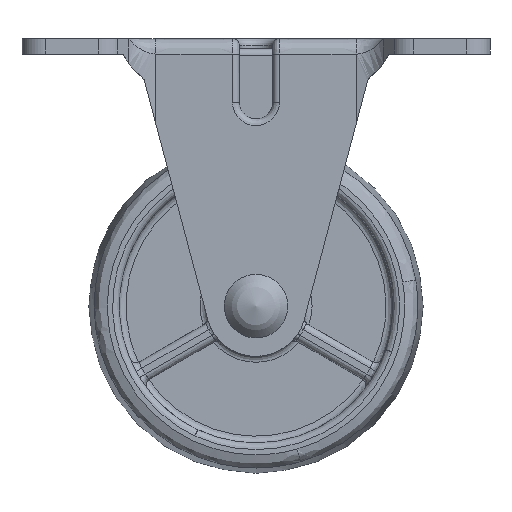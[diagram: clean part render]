
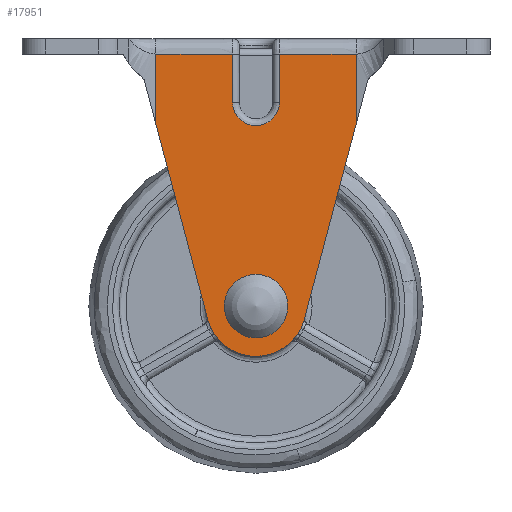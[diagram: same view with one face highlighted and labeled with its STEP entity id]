
A CAD part, front view. The second image highlights one B-rep face of the part: STEP entity #17951.
In plain terms, the highlighted free-form (B-spline) face has degree [1, 1] with [2, 2] control points.
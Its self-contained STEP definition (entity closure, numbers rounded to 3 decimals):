
#10860=CARTESIAN_POINT('',(3.225,-15.3,0.403));
#10861=VERTEX_POINT('',#10860);
#10867=CARTESIAN_POINT('',(0.,-15.3,3.25));
#10868=VERTEX_POINT('',#10867);
#10869=CARTESIAN_POINT('',(3.225,-15.3,0.403));
#10870=CARTESIAN_POINT('',(2.869,-15.3,3.25));
#10871=CARTESIAN_POINT('',(0.,-15.3,3.25));
#10879=(BOUNDED_CURVE()B_SPLINE_CURVE(2,(#10869,#10870,#10871),.UNSPECIFIED.,.F.,.U.)B_SPLINE_CURVE_WITH_KNOTS((3,3),(0.271,0.5),.UNSPECIFIED.)CURVE()GEOMETRIC_REPRESENTATION_ITEM()RATIONAL_B_SPLINE_CURVE((0.954,0.732,1.0))REPRESENTATION_ITEM(''));
#10880=EDGE_CURVE('',#10861,#10868,#10879,.T.);
#10882=CARTESIAN_POINT('',(-3.25,-15.3,-0.028));
#10883=VERTEX_POINT('',#10882);
#10884=CARTESIAN_POINT('',(0.,-15.3,3.25));
#10885=CARTESIAN_POINT('',(-3.25,-15.3,3.25));
#10886=CARTESIAN_POINT('',(-3.25,-15.3,0.));
#10887=CARTESIAN_POINT('',(-3.25,-15.3,-0.014));
#10888=CARTESIAN_POINT('',(-3.25,-15.3,-0.028));
#10896=(BOUNDED_CURVE()B_SPLINE_CURVE(2,(#10884,#10885,#10886,#10887,#10888),.UNSPECIFIED.,.F.,.U.)B_SPLINE_CURVE_WITH_KNOTS((3,2,3),(0.5,0.75,0.752),.UNSPECIFIED.)CURVE()GEOMETRIC_REPRESENTATION_ITEM()RATIONAL_B_SPLINE_CURVE((1.0,0.707,1.0,0.998,0.996))REPRESENTATION_ITEM(''));
#10897=EDGE_CURVE('',#10868,#10883,#10896,.T.);
#10977=CARTESIAN_POINT('',(0.,-15.3,-3.25));
#10978=VERTEX_POINT('',#10977);
#10979=CARTESIAN_POINT('',(-3.25,-15.3,-0.028));
#10980=CARTESIAN_POINT('',(-3.222,-15.3,-3.25));
#10981=CARTESIAN_POINT('',(0.,-15.3,-3.25));
#10989=(BOUNDED_CURVE()B_SPLINE_CURVE(2,(#10979,#10980,#10981),.UNSPECIFIED.,.F.,.U.)B_SPLINE_CURVE_WITH_KNOTS((3,3),(0.752,1.0),.UNSPECIFIED.)CURVE()GEOMETRIC_REPRESENTATION_ITEM()RATIONAL_B_SPLINE_CURVE((0.996,0.709,1.0))REPRESENTATION_ITEM(''));
#10990=EDGE_CURVE('',#10883,#10978,#10989,.T.);
#10992=CARTESIAN_POINT('',(0.,-15.3,-3.25));
#10993=CARTESIAN_POINT('',(3.25,-15.3,-3.25));
#10994=CARTESIAN_POINT('',(3.25,-15.3,0.));
#10995=CARTESIAN_POINT('',(3.25,-15.3,0.202));
#10996=CARTESIAN_POINT('',(3.225,-15.3,0.403));
#11004=(BOUNDED_CURVE()B_SPLINE_CURVE(2,(#10992,#10993,#10994,#10995,#10996),.UNSPECIFIED.,.F.,.U.)B_SPLINE_CURVE_WITH_KNOTS((3,2,3),(0.0,0.25,0.271),.UNSPECIFIED.)CURVE()GEOMETRIC_REPRESENTATION_ITEM()RATIONAL_B_SPLINE_CURVE((1.0,0.707,1.0,0.975,0.954))REPRESENTATION_ITEM(''));
#11005=EDGE_CURVE('',#10978,#10861,#11004,.T.);
#12179=CARTESIAN_POINT('',(-3.5,-15.3,37.7));
#12180=VERTEX_POINT('',#12179);
#12277=CARTESIAN_POINT('',(-15.,-15.3,37.7));
#12278=VERTEX_POINT('',#12277);
#12292=CARTESIAN_POINT('',(-3.5,-15.3,37.7));
#12293=CARTESIAN_POINT('',(-7.333,-15.3,37.7));
#12294=CARTESIAN_POINT('',(-11.167,-15.3,37.7));
#12295=CARTESIAN_POINT('',(-15.,-15.3,37.7));
#12296=B_SPLINE_CURVE_WITH_KNOTS('',3,(#12292,#12293,#12294,#12295),.UNSPECIFIED.,.F.,.U.,(4,4),(0.667,1.0),.UNSPECIFIED.);
#12297=EDGE_CURVE('',#12180,#12278,#12296,.T.);
#12423=CARTESIAN_POINT('',(3.5,-15.3,37.7));
#12424=VERTEX_POINT('',#12423);
#12521=CARTESIAN_POINT('',(15.0,-15.3,37.7));
#12522=VERTEX_POINT('',#12521);
#12546=CARTESIAN_POINT('',(15.0,-15.3,37.7));
#12547=CARTESIAN_POINT('',(11.167,-15.3,37.7));
#12548=CARTESIAN_POINT('',(7.333,-15.3,37.7));
#12549=CARTESIAN_POINT('',(3.5,-15.3,37.7));
#12550=B_SPLINE_CURVE_WITH_KNOTS('',3,(#12546,#12547,#12548,#12549),.UNSPECIFIED.,.F.,.U.,(4,4),(0.0,0.333),.UNSPECIFIED.);
#12551=EDGE_CURVE('',#12522,#12424,#12550,.T.);
#13304=CARTESIAN_POINT('',(-3.5,-15.3,30.5));
#13305=VERTEX_POINT('',#13304);
#13306=CARTESIAN_POINT('',(-3.5,-15.3,30.5));
#13307=CARTESIAN_POINT('',(-3.5,-15.3,37.7));
#13308=QUASI_UNIFORM_CURVE('',1,(#13306,#13307),.UNSPECIFIED.,.F.,.U.);
#13309=EDGE_CURVE('',#13305,#12180,#13308,.T.);
#13424=CARTESIAN_POINT('',(3.5,-15.3,30.5));
#13425=VERTEX_POINT('',#13424);
#13457=CARTESIAN_POINT('',(3.5,-15.3,30.5));
#13458=CARTESIAN_POINT('',(3.5,-15.3,27.0));
#13459=CARTESIAN_POINT('',(0.0,-15.3,27.0));
#13460=CARTESIAN_POINT('',(-3.5,-15.3,27.0));
#13461=CARTESIAN_POINT('',(-3.5,-15.3,30.5));
#13469=(BOUNDED_CURVE()B_SPLINE_CURVE(2,(#13457,#13458,#13459,#13460,#13461),.UNSPECIFIED.,.F.,.U.)B_SPLINE_CURVE_WITH_KNOTS((3,2,3),(0.0,0.5,1.0),.UNSPECIFIED.)CURVE()GEOMETRIC_REPRESENTATION_ITEM()RATIONAL_B_SPLINE_CURVE((1.0,0.707,1.0,0.707,1.0))REPRESENTATION_ITEM(''));
#13470=EDGE_CURVE('',#13425,#13305,#13469,.T.);
#13518=CARTESIAN_POINT('',(3.5,-15.3,37.7));
#13519=CARTESIAN_POINT('',(3.5,-15.3,30.5));
#13520=QUASI_UNIFORM_CURVE('',1,(#13518,#13519),.UNSPECIFIED.,.F.,.U.);
#13521=EDGE_CURVE('',#12424,#13425,#13520,.T.);
#16376=CARTESIAN_POINT('',(-7.251,-15.3,-1.918));
#16377=VERTEX_POINT('',#16376);
#16378=CARTESIAN_POINT('',(7.251,-15.3,-1.918));
#16379=VERTEX_POINT('',#16378);
#16380=CARTESIAN_POINT('',(-7.251,-15.3,-1.918));
#16381=CARTESIAN_POINT('',(-5.774,-15.3,-7.5));
#16382=CARTESIAN_POINT('',(0.,-15.3,-7.5));
#16383=CARTESIAN_POINT('',(5.774,-15.3,-7.5));
#16384=CARTESIAN_POINT('',(7.251,-15.3,-1.918));
#16392=(BOUNDED_CURVE()B_SPLINE_CURVE(2,(#16380,#16381,#16382,#16383,#16384),.UNSPECIFIED.,.F.,.U.)B_SPLINE_CURVE_WITH_KNOTS((3,2,3),(0.0,0.5,1.0),.UNSPECIFIED.)CURVE()GEOMETRIC_REPRESENTATION_ITEM()RATIONAL_B_SPLINE_CURVE((1.0,0.792,1.0,0.792,1.0))REPRESENTATION_ITEM(''));
#16393=EDGE_CURVE('',#16377,#16379,#16392,.T.);
#16462=CARTESIAN_POINT('',(-15.,-15.3,27.376));
#16463=VERTEX_POINT('',#16462);
#16464=CARTESIAN_POINT('',(-7.251,-15.3,-1.918));
#16465=CARTESIAN_POINT('',(-15.,-15.3,27.376));
#16466=QUASI_UNIFORM_CURVE('',1,(#16464,#16465),.UNSPECIFIED.,.F.,.U.);
#16467=EDGE_CURVE('',#16377,#16463,#16466,.T.);
#16631=CARTESIAN_POINT('',(15.0,-15.3,27.376));
#16632=VERTEX_POINT('',#16631);
#16633=CARTESIAN_POINT('',(15.0,-15.3,27.376));
#16634=CARTESIAN_POINT('',(7.251,-15.3,-1.918));
#16635=QUASI_UNIFORM_CURVE('',1,(#16633,#16634),.UNSPECIFIED.,.F.,.U.);
#16636=EDGE_CURVE('',#16632,#16379,#16635,.T.);
#17466=CARTESIAN_POINT('',(15.0,-15.3,27.376));
#17467=CARTESIAN_POINT('',(15.0,-15.3,37.7));
#17468=QUASI_UNIFORM_CURVE('',1,(#17466,#17467),.UNSPECIFIED.,.F.,.U.);
#17469=EDGE_CURVE('',#16632,#12522,#17468,.T.);
#17491=CARTESIAN_POINT('',(-15.,-15.3,27.376));
#17492=CARTESIAN_POINT('',(-15.,-15.3,37.7));
#17493=QUASI_UNIFORM_CURVE('',1,(#17491,#17492),.UNSPECIFIED.,.F.,.U.);
#17494=EDGE_CURVE('',#16463,#12278,#17493,.T.);
#17928=CARTESIAN_POINT('',(-16.498,-15.3,39.958));
#17929=CARTESIAN_POINT('',(-16.498,-15.3,-9.758));
#17930=CARTESIAN_POINT('',(16.499,-15.3,39.958));
#17931=CARTESIAN_POINT('',(16.499,-15.3,-9.758));
#17932=B_SPLINE_SURFACE_WITH_KNOTS('',1,1,((#17928,#17930),(#17929,#17931)),.UNSPECIFIED.,.F.,.F.,.U.,(2,2),(2,2),(0.0,49.715),(0.0,32.997),.UNSPECIFIED.);
#17933=ORIENTED_EDGE('',*,*,#13309,.T.);
#17934=ORIENTED_EDGE('',*,*,#12297,.T.);
#17935=ORIENTED_EDGE('',*,*,#17494,.F.);
#17936=ORIENTED_EDGE('',*,*,#16467,.F.);
#17937=ORIENTED_EDGE('',*,*,#16393,.T.);
#17938=ORIENTED_EDGE('',*,*,#16636,.F.);
#17939=ORIENTED_EDGE('',*,*,#17469,.T.);
#17940=ORIENTED_EDGE('',*,*,#12551,.T.);
#17941=ORIENTED_EDGE('',*,*,#13521,.T.);
#17942=ORIENTED_EDGE('',*,*,#13470,.T.);
#17943=EDGE_LOOP('',(#17933,#17934,#17935,#17936,#17937,#17938,#17939,#17940,#17941,#17942));
#17944=FACE_OUTER_BOUND('',#17943,.T.);
#17945=ORIENTED_EDGE('',*,*,#10897,.F.);
#17946=ORIENTED_EDGE('',*,*,#10880,.F.);
#17947=ORIENTED_EDGE('',*,*,#11005,.F.);
#17948=ORIENTED_EDGE('',*,*,#10990,.F.);
#17949=EDGE_LOOP('',(#17945,#17946,#17947,#17948));
#17950=FACE_BOUND('',#17949,.T.);
#17951=ADVANCED_FACE('',(#17944,#17950),#17932,.T.);
